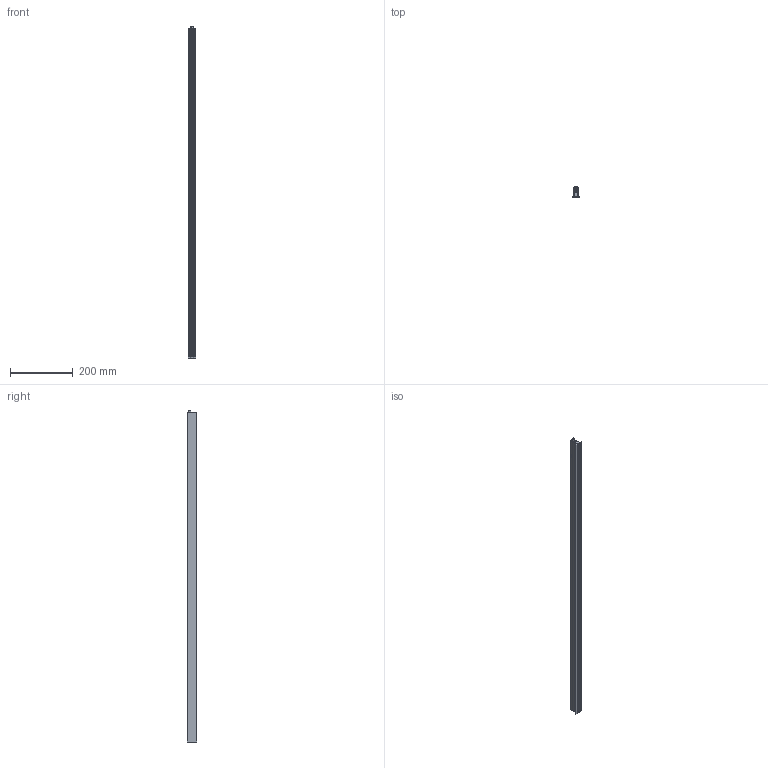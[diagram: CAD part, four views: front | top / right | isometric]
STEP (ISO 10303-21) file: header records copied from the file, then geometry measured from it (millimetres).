
FILE_DESCRIPTION (( 'STEP AP203' ), '1' );
FILE_NAME ('FT1050_Plus.STEP', '2024-11-27T16:00:44', ( '' ), ( '' ), 'SwSTEP 2.0', 'SolidWorks 2023', '' );
FILE_SCHEMA (( 'CONFIG_CONTROL_DESIGN' ));
Length unit declared in the file: millimetre
Products named in the file (4): Innengeometrie_FT_plus_1050; Betätigungsteil_FT; Aussengehäuse_FT_1050; FT1050_Plus
Assembly tree (3 placements, depth 2):
  FT1050_Plus
    Aussengehäuse_FT_1050
    Betätigungsteil_FT
    Innengeometrie_FT_plus_1050
Bounding box: 25 x 31 x 1058 mm (x, y, z)
Volume: 248657.1 mm3; surface area: 310768.6 mm2
Topology: 18 solids, 18 shells, 630 faces, 1774 edges, 1182 vertices
Faces by surface type: plane 305, bspline 302, cylinder 21, torus 2
Entity records: 35346 total; most frequent: CARTESIAN_POINT 20562, ORIENTED_EDGE 3548, DIRECTION 1886, EDGE_CURVE 1774, VERTEX_POINT 1182, VECTOR 1122, LINE 1122, EDGE_LOOP 710
